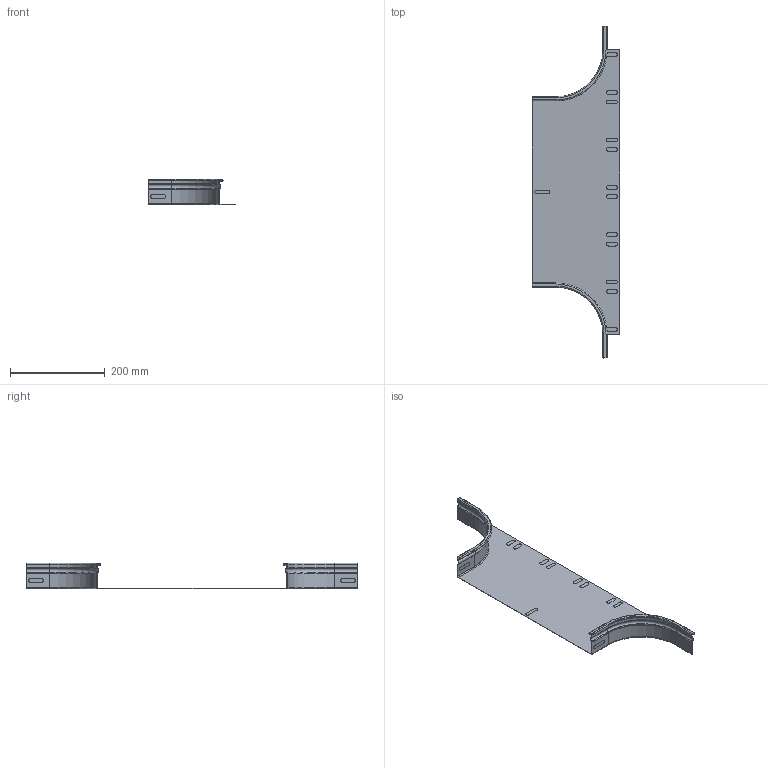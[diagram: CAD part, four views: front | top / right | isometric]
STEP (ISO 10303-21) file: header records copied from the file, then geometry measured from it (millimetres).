
FILE_DESCRIPTION(/* description */ (''),/* implementation_level */ '2;1');
FILE_NAME(/* name */ '480136.stp',/* time_stamp */ '2025-12-05T09:39:01+01:00',/* author */ ('mael.lecharpentier'),/* organization */ (''),/* preprocessor_version */ 'ST-DEVELOPER v20',/* originating_system */ 'AutoCAD Mechanical',/* authorisation */ '');
FILE_SCHEMA (('AUTOMOTIVE_DESIGN { 1 0 10303 214 3 1 1 }'));
Length unit declared in the file: millimetre
Products named in the file (1): Product
Bounding box: 185 x 701 x 54.1 mm (x, y, z)
Volume: 72550 mm3; surface area: 249529.4 mm2
Topology: 1 solids, 35 shells, 162 faces, 442 edges, 316 vertices
Faces by surface type: plane 76, cylinder 56, torus 24, cone 6
Entity records: 5241 total; most frequent: DIRECTION 976, CARTESIAN_POINT 921, ORIENTED_EDGE 748, EDGE_CURVE 442, AXIS2_PLACEMENT_3D 371, VERTEX_POINT 316, LINE 234, VECTOR 234
